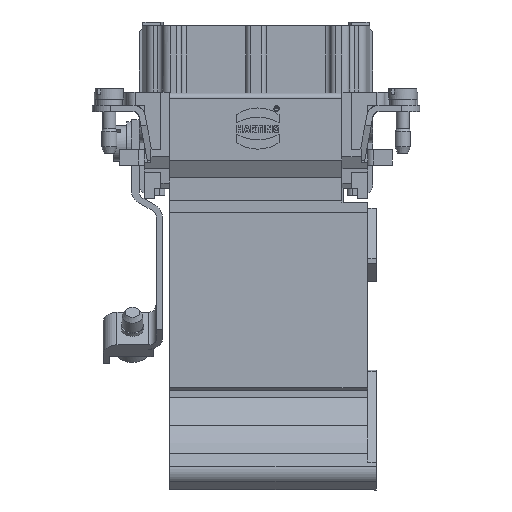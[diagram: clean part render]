
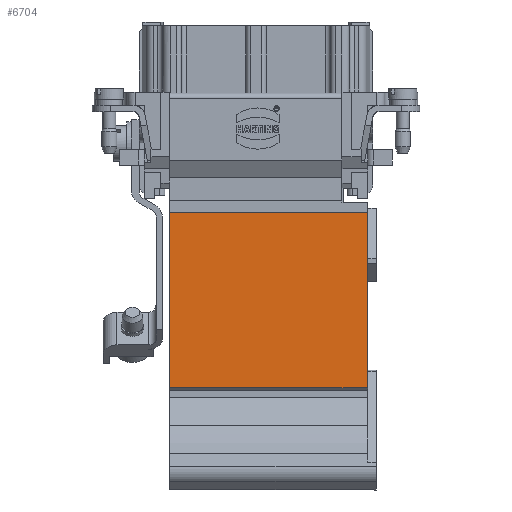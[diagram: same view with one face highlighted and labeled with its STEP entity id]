
A CAD part, front view. The second image highlights one B-rep face of the part: STEP entity #6704.
In plain terms, the highlighted planar face has unit normal (0, -1, 0).
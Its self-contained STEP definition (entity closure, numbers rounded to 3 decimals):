
#5900=FACE_OUTER_BOUND('',#8587,.T.);
#6704=ADVANCED_FACE('',(#5900),#7486,.T.);
#7486=PLANE('',#24287);
#8587=EDGE_LOOP('',(#11332,#11333,#11334,#11335,#11336));
#11332=ORIENTED_EDGE('',*,*,#15452,.F.);
#11333=ORIENTED_EDGE('',*,*,#15358,.F.);
#11334=ORIENTED_EDGE('',*,*,#15357,.F.);
#11335=ORIENTED_EDGE('',*,*,#16539,.T.);
#11336=ORIENTED_EDGE('',*,*,#16537,.T.);
#13814=VERTEX_POINT('',#30222);
#13815=VERTEX_POINT('',#30224);
#13816=VERTEX_POINT('',#30226);
#13903=VERTEX_POINT('',#30502);
#14663=VERTEX_POINT('',#32871);
#15357=EDGE_CURVE('',#13814,#13815,#18837,.T.);
#15358=EDGE_CURVE('',#13815,#13816,#18838,.T.);
#15452=EDGE_CURVE('',#13816,#13903,#18901,.T.);
#16537=EDGE_CURVE('',#14663,#13903,#19765,.T.);
#16539=EDGE_CURVE('',#13814,#14663,#19767,.T.);
#18837=LINE('',#30223,#20739);
#18838=LINE('',#30225,#20740);
#18901=LINE('',#30501,#20803);
#19765=LINE('',#32870,#21671);
#19767=LINE('',#32874,#21673);
#20739=VECTOR('',#25319,1.);
#20740=VECTOR('',#25320,1.);
#20803=VECTOR('',#25471,1.);
#21671=VECTOR('',#27369,1.);
#21673=VECTOR('',#27373,1.);
#24287=AXIS2_PLACEMENT_3D('',#32875,#27374,#27375);
#25319=DIRECTION('',(-1.,0.,0.));
#25320=DIRECTION('',(-1.,0.,0.));
#25471=DIRECTION('',(0.,0.,1.));
#27369=DIRECTION('',(-1.,0.,0.));
#27373=DIRECTION('',(0.,0.,1.));
#27374=DIRECTION('',(0.,-1.,0.));
#27375=DIRECTION('',(0.,0.,-1.));
#30222=CARTESIAN_POINT('',(21.7,-16.9,-53.669));
#30223=CARTESIAN_POINT('',(-16.8,-16.9,-53.669));
#30224=CARTESIAN_POINT('',(16.7,-16.9,-53.669));
#30225=CARTESIAN_POINT('',(-16.8,-16.9,-53.669));
#30226=CARTESIAN_POINT('',(-16.8,-16.9,-53.669));
#30501=CARTESIAN_POINT('',(-16.8,-16.9,-53.669));
#30502=CARTESIAN_POINT('',(-16.8,-16.9,-19.675));
#32870=CARTESIAN_POINT('',(-16.8,-16.9,-19.675));
#32871=CARTESIAN_POINT('',(21.7,-16.9,-19.675));
#32874=CARTESIAN_POINT('',(21.7,-16.9,-16.363));
#32875=CARTESIAN_POINT('',(-16.8,-16.9,-20.169));
